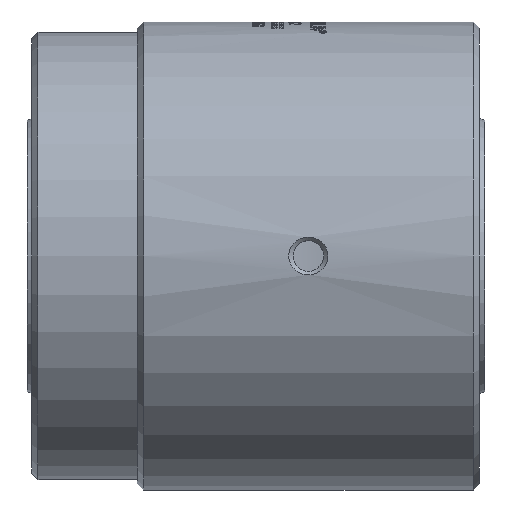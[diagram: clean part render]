
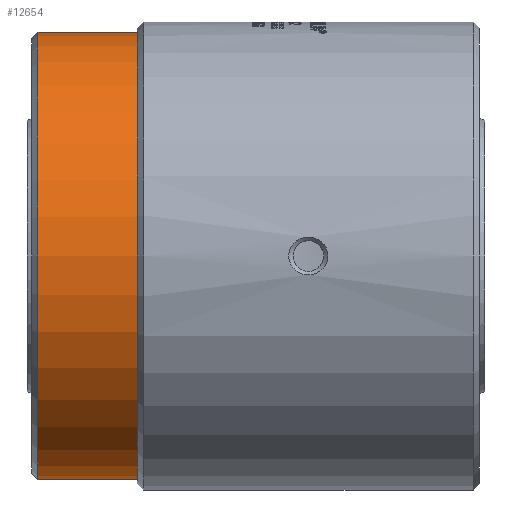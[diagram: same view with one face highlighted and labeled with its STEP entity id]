
A CAD part, front view. The second image highlights one B-rep face of the part: STEP entity #12654.
In plain terms, the highlighted cylindrical face has radius 57.15 mm (diameter 114.3 mm), a full revolution.
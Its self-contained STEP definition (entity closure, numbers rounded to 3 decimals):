
#976=LINE('',#39737,#1663);
#1663=VECTOR('',#15760,57.15);
#2639=CIRCLE('',#13474,57.15);
#2640=CIRCLE('',#13475,57.15);
#2641=CIRCLE('',#13477,57.15);
#2642=CIRCLE('',#13478,57.15);
#3477=FACE_OUTER_BOUND('',#4257,.T.);
#4257=EDGE_LOOP('',(#11786,#11787,#11788,#11789,#11790,#11791));
#6177=VERTEX_POINT('',#39727);
#6178=VERTEX_POINT('',#39728);
#6179=VERTEX_POINT('',#39733);
#6180=VERTEX_POINT('',#39734);
#8055=EDGE_CURVE('',#6177,#6178,#2639,.T.);
#8057=EDGE_CURVE('',#6178,#6177,#2640,.T.);
#8058=EDGE_CURVE('',#6179,#6180,#2641,.T.);
#8059=EDGE_CURVE('',#6180,#6179,#2642,.T.);
#8060=EDGE_CURVE('',#6180,#6177,#976,.T.);
#11786=ORIENTED_EDGE('',*,*,#8058,.F.);
#11787=ORIENTED_EDGE('',*,*,#8059,.F.);
#11788=ORIENTED_EDGE('',*,*,#8060,.T.);
#11789=ORIENTED_EDGE('',*,*,#8057,.F.);
#11790=ORIENTED_EDGE('',*,*,#8055,.F.);
#11791=ORIENTED_EDGE('',*,*,#8060,.F.);
#11961=CYLINDRICAL_SURFACE('',#13476,57.15);
#12654=ADVANCED_FACE('',(#3477),#11961,.T.);
#13474=AXIS2_PLACEMENT_3D('',#39729,#15749,#15750);
#13475=AXIS2_PLACEMENT_3D('',#39731,#15752,#15753);
#13476=AXIS2_PLACEMENT_3D('',#39732,#15754,#15755);
#13477=AXIS2_PLACEMENT_3D('',#39735,#15756,#15757);
#13478=AXIS2_PLACEMENT_3D('',#39736,#15758,#15759);
#15749=DIRECTION('center_axis',(-1.,0.,0.));
#15750=DIRECTION('ref_axis',(0.,-1.,0.));
#15752=DIRECTION('center_axis',(-1.,0.,0.));
#15753=DIRECTION('ref_axis',(0.,-1.,0.));
#15754=DIRECTION('center_axis',(1.,0.,0.));
#15755=DIRECTION('ref_axis',(0.,1.,0.));
#15756=DIRECTION('center_axis',(1.,0.,0.));
#15757=DIRECTION('ref_axis',(0.,1.,0.));
#15758=DIRECTION('center_axis',(1.,0.,0.));
#15759=DIRECTION('ref_axis',(0.,1.,0.));
#15760=DIRECTION('',(-1.,0.,0.));
#39727=CARTESIAN_POINT('',(1.575,-57.15,0.));
#39728=CARTESIAN_POINT('',(1.575,57.15,0.));
#39729=CARTESIAN_POINT('Origin',(1.575,0.,0.));
#39731=CARTESIAN_POINT('Origin',(1.575,0.,0.));
#39732=CARTESIAN_POINT('Origin',(13.487,0.,0.));
#39733=CARTESIAN_POINT('',(26.975,57.15,0.));
#39734=CARTESIAN_POINT('',(26.975,-57.15,0.));
#39735=CARTESIAN_POINT('Origin',(26.975,0.,0.));
#39736=CARTESIAN_POINT('Origin',(26.975,0.,0.));
#39737=CARTESIAN_POINT('',(13.487,-57.15,0.));
